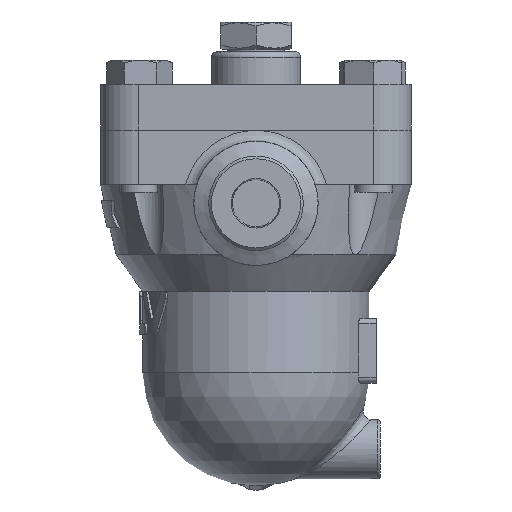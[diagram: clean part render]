
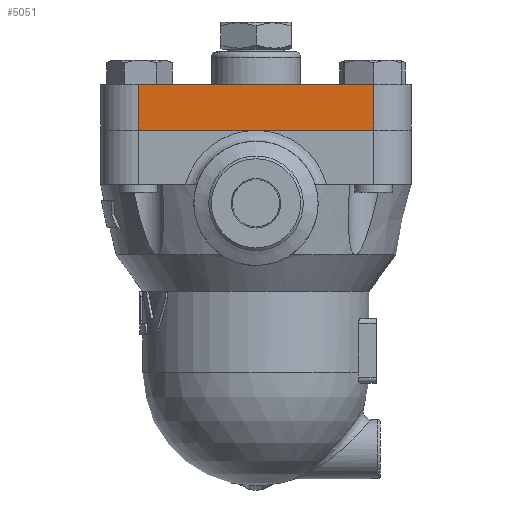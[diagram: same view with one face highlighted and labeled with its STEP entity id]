
A CAD part, left-side view. The second image highlights one B-rep face of the part: STEP entity #5051.
In plain terms, the highlighted planar face has unit normal (-1, 0, 0).
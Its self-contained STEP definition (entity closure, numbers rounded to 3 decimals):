
#4896=CARTESIAN_POINT('',(-57.5,-43.5,0.1));
#4897=VERTEX_POINT('',#4896);
#4905=CARTESIAN_POINT('',(-57.5,43.5,0.1));
#4906=VERTEX_POINT('',#4905);
#4907=CARTESIAN_POINT('',(-57.5,43.5,0.1));
#4908=DIRECTION('',(0.0,-1.0,0.0));
#4909=VECTOR('',#4908,87.0);
#4910=LINE('',#4907,#4909);
#4911=EDGE_CURVE('',#4906,#4897,#4910,.T.);
#5003=CARTESIAN_POINT('',(-57.5,-43.5,17.1));
#5004=VERTEX_POINT('',#5003);
#5012=CARTESIAN_POINT('',(-57.5,-43.5,0.1));
#5013=DIRECTION('',(0.0,0.0,1.0));
#5014=VECTOR('',#5013,17.0);
#5015=LINE('',#5012,#5014);
#5016=EDGE_CURVE('',#4897,#5004,#5015,.T.);
#5028=CARTESIAN_POINT('',(-57.5,0.0,0.1));
#5029=DIRECTION('',(-1.0,0.0,0.0));
#5030=DIRECTION('',(0.0,0.0,1.0));
#5031=AXIS2_PLACEMENT_3D('',#5028,#5029,#5030);
#5032=PLANE('',#5031);
#5033=CARTESIAN_POINT('',(-57.5,43.5,17.1));
#5034=VERTEX_POINT('',#5033);
#5035=CARTESIAN_POINT('',(-57.5,-43.5,17.1));
#5036=DIRECTION('',(0.0,1.0,0.0));
#5037=VECTOR('',#5036,87.0);
#5038=LINE('',#5035,#5037);
#5039=EDGE_CURVE('',#5004,#5034,#5038,.T.);
#5040=ORIENTED_EDGE('',*,*,#5039,.T.);
#5041=CARTESIAN_POINT('',(-57.5,43.5,0.1));
#5042=DIRECTION('',(0.0,0.0,1.0));
#5043=VECTOR('',#5042,17.0);
#5044=LINE('',#5041,#5043);
#5045=EDGE_CURVE('',#4906,#5034,#5044,.T.);
#5046=ORIENTED_EDGE('',*,*,#5045,.F.);
#5047=ORIENTED_EDGE('',*,*,#4911,.T.);
#5048=ORIENTED_EDGE('',*,*,#5016,.T.);
#5049=EDGE_LOOP('',(#5040,#5046,#5047,#5048));
#5050=FACE_OUTER_BOUND('',#5049,.T.);
#5051=ADVANCED_FACE('',(#5050),#5032,.T.);
